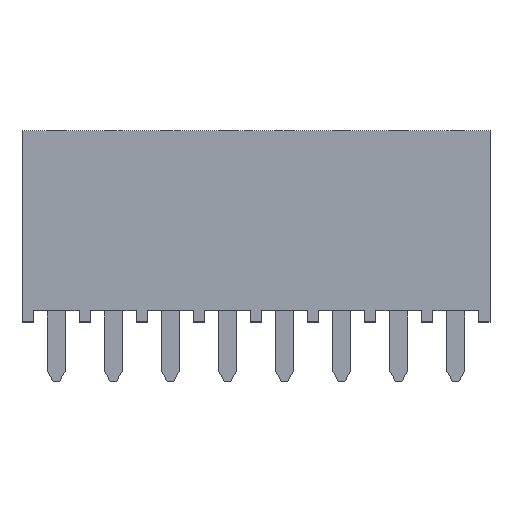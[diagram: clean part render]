
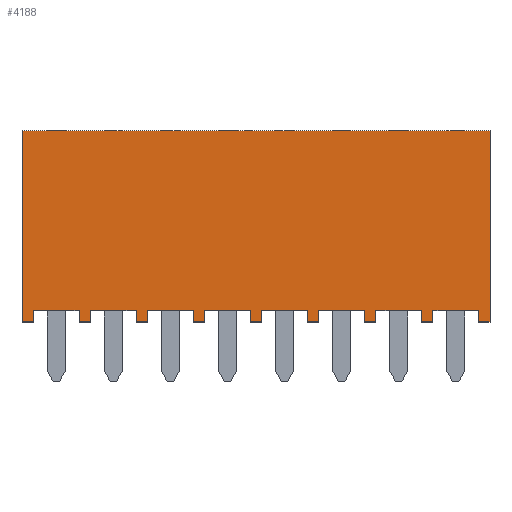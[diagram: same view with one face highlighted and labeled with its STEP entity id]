
A CAD part, top view. The second image highlights one B-rep face of the part: STEP entity #4188.
In plain terms, the highlighted planar face has unit normal (0, 0, 1).
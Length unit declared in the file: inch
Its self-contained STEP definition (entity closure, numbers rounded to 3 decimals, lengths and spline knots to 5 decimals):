
#67=ORIENTED_EDGE('',*,*,#1267,.F.);
#68=ORIENTED_EDGE('',*,*,#1268,.T.);
#69=ORIENTED_EDGE('',*,*,#1269,.F.);
#70=ORIENTED_EDGE('',*,*,#1270,.F.);
#71=ORIENTED_EDGE('',*,*,#1271,.T.);
#72=ORIENTED_EDGE('',*,*,#1272,.T.);
#73=ORIENTED_EDGE('',*,*,#1273,.F.);
#74=ORIENTED_EDGE('',*,*,#1274,.F.);
#75=ORIENTED_EDGE('',*,*,#1275,.F.);
#76=ORIENTED_EDGE('',*,*,#1276,.T.);
#77=ORIENTED_EDGE('',*,*,#1277,.F.);
#78=ORIENTED_EDGE('',*,*,#1278,.F.);
#79=ORIENTED_EDGE('',*,*,#1279,.F.);
#80=ORIENTED_EDGE('',*,*,#1280,.T.);
#81=ORIENTED_EDGE('',*,*,#1281,.F.);
#82=ORIENTED_EDGE('',*,*,#1282,.F.);
#83=ORIENTED_EDGE('',*,*,#1283,.F.);
#84=ORIENTED_EDGE('',*,*,#1284,.T.);
#85=ORIENTED_EDGE('',*,*,#1285,.F.);
#86=ORIENTED_EDGE('',*,*,#1286,.F.);
#87=ORIENTED_EDGE('',*,*,#1287,.F.);
#88=ORIENTED_EDGE('',*,*,#1288,.T.);
#89=ORIENTED_EDGE('',*,*,#1289,.F.);
#90=ORIENTED_EDGE('',*,*,#1290,.F.);
#91=ORIENTED_EDGE('',*,*,#1291,.F.);
#92=ORIENTED_EDGE('',*,*,#1292,.T.);
#93=ORIENTED_EDGE('',*,*,#1293,.F.);
#94=ORIENTED_EDGE('',*,*,#1294,.F.);
#95=ORIENTED_EDGE('',*,*,#1295,.F.);
#96=ORIENTED_EDGE('',*,*,#1296,.T.);
#97=ORIENTED_EDGE('',*,*,#1297,.F.);
#98=ORIENTED_EDGE('',*,*,#1298,.F.);
#99=ORIENTED_EDGE('',*,*,#1299,.F.);
#100=ORIENTED_EDGE('',*,*,#1300,.T.);
#101=ORIENTED_EDGE('',*,*,#1301,.F.);
#102=ORIENTED_EDGE('',*,*,#1302,.F.);
#1267=EDGE_CURVE('',#1867,#1868,#2267,.T.);
#1268=EDGE_CURVE('',#1867,#1869,#2268,.T.);
#1269=EDGE_CURVE('',#1870,#1869,#2269,.T.);
#1270=EDGE_CURVE('',#1871,#1870,#2270,.T.);
#1271=EDGE_CURVE('',#1871,#1872,#2271,.T.);
#1272=EDGE_CURVE('',#1872,#1873,#2272,.T.);
#1273=EDGE_CURVE('',#1874,#1873,#2273,.T.);
#1274=EDGE_CURVE('',#1875,#1874,#2274,.T.);
#1275=EDGE_CURVE('',#1876,#1875,#2275,.T.);
#1276=EDGE_CURVE('',#1876,#1877,#2276,.T.);
#1277=EDGE_CURVE('',#1878,#1877,#2277,.T.);
#1278=EDGE_CURVE('',#1879,#1878,#2278,.T.);
#1279=EDGE_CURVE('',#1880,#1879,#2279,.T.);
#1280=EDGE_CURVE('',#1880,#1881,#2280,.T.);
#1281=EDGE_CURVE('',#1882,#1881,#2281,.T.);
#1282=EDGE_CURVE('',#1883,#1882,#2282,.T.);
#1283=EDGE_CURVE('',#1884,#1883,#2283,.T.);
#1284=EDGE_CURVE('',#1884,#1885,#2284,.T.);
#1285=EDGE_CURVE('',#1886,#1885,#2285,.T.);
#1286=EDGE_CURVE('',#1887,#1886,#2286,.T.);
#1287=EDGE_CURVE('',#1888,#1887,#2287,.T.);
#1288=EDGE_CURVE('',#1888,#1889,#2288,.T.);
#1289=EDGE_CURVE('',#1890,#1889,#2289,.T.);
#1290=EDGE_CURVE('',#1891,#1890,#2290,.T.);
#1291=EDGE_CURVE('',#1892,#1891,#2291,.T.);
#1292=EDGE_CURVE('',#1892,#1893,#2292,.T.);
#1293=EDGE_CURVE('',#1894,#1893,#2293,.T.);
#1294=EDGE_CURVE('',#1895,#1894,#2294,.T.);
#1295=EDGE_CURVE('',#1896,#1895,#2295,.T.);
#1296=EDGE_CURVE('',#1896,#1897,#2296,.T.);
#1297=EDGE_CURVE('',#1898,#1897,#2297,.T.);
#1298=EDGE_CURVE('',#1899,#1898,#2298,.T.);
#1299=EDGE_CURVE('',#1900,#1899,#2299,.T.);
#1300=EDGE_CURVE('',#1900,#1901,#2300,.T.);
#1301=EDGE_CURVE('',#1902,#1901,#2301,.T.);
#1302=EDGE_CURVE('',#1868,#1902,#2302,.T.);
#1867=VERTEX_POINT('',#5777);
#1868=VERTEX_POINT('',#5778);
#1869=VERTEX_POINT('',#5780);
#1870=VERTEX_POINT('',#5782);
#1871=VERTEX_POINT('',#5784);
#1872=VERTEX_POINT('',#5786);
#1873=VERTEX_POINT('',#5788);
#1874=VERTEX_POINT('',#5790);
#1875=VERTEX_POINT('',#5792);
#1876=VERTEX_POINT('',#5794);
#1877=VERTEX_POINT('',#5796);
#1878=VERTEX_POINT('',#5798);
#1879=VERTEX_POINT('',#5800);
#1880=VERTEX_POINT('',#5802);
#1881=VERTEX_POINT('',#5804);
#1882=VERTEX_POINT('',#5806);
#1883=VERTEX_POINT('',#5808);
#1884=VERTEX_POINT('',#5810);
#1885=VERTEX_POINT('',#5812);
#1886=VERTEX_POINT('',#5814);
#1887=VERTEX_POINT('',#5816);
#1888=VERTEX_POINT('',#5818);
#1889=VERTEX_POINT('',#5820);
#1890=VERTEX_POINT('',#5822);
#1891=VERTEX_POINT('',#5824);
#1892=VERTEX_POINT('',#5826);
#1893=VERTEX_POINT('',#5828);
#1894=VERTEX_POINT('',#5830);
#1895=VERTEX_POINT('',#5832);
#1896=VERTEX_POINT('',#5834);
#1897=VERTEX_POINT('',#5836);
#1898=VERTEX_POINT('',#5838);
#1899=VERTEX_POINT('',#5840);
#1900=VERTEX_POINT('',#5842);
#1901=VERTEX_POINT('',#5844);
#1902=VERTEX_POINT('',#5846);
#2267=LINE('',#5776,#2867);
#2268=LINE('',#5779,#2868);
#2269=LINE('',#5781,#2869);
#2270=LINE('',#5783,#2870);
#2271=LINE('',#5785,#2871);
#2272=LINE('',#5787,#2872);
#2273=LINE('',#5789,#2873);
#2274=LINE('',#5791,#2874);
#2275=LINE('',#5793,#2875);
#2276=LINE('',#5795,#2876);
#2277=LINE('',#5797,#2877);
#2278=LINE('',#5799,#2878);
#2279=LINE('',#5801,#2879);
#2280=LINE('',#5803,#2880);
#2281=LINE('',#5805,#2881);
#2282=LINE('',#5807,#2882);
#2283=LINE('',#5809,#2883);
#2284=LINE('',#5811,#2884);
#2285=LINE('',#5813,#2885);
#2286=LINE('',#5815,#2886);
#2287=LINE('',#5817,#2887);
#2288=LINE('',#5819,#2888);
#2289=LINE('',#5821,#2889);
#2290=LINE('',#5823,#2890);
#2291=LINE('',#5825,#2891);
#2292=LINE('',#5827,#2892);
#2293=LINE('',#5829,#2893);
#2294=LINE('',#5831,#2894);
#2295=LINE('',#5833,#2895);
#2296=LINE('',#5835,#2896);
#2297=LINE('',#5837,#2897);
#2298=LINE('',#5839,#2898);
#2299=LINE('',#5841,#2899);
#2300=LINE('',#5843,#2900);
#2301=LINE('',#5845,#2901);
#2302=LINE('',#5847,#2902);
#2867=VECTOR('',#4697,39.37008);
#2868=VECTOR('',#4698,39.37008);
#2869=VECTOR('',#4699,39.37008);
#2870=VECTOR('',#4700,39.37008);
#2871=VECTOR('',#4701,39.37008);
#2872=VECTOR('',#4702,39.37008);
#2873=VECTOR('',#4703,39.37008);
#2874=VECTOR('',#4704,39.37008);
#2875=VECTOR('',#4705,39.37008);
#2876=VECTOR('',#4706,39.37008);
#2877=VECTOR('',#4707,39.37008);
#2878=VECTOR('',#4708,39.37008);
#2879=VECTOR('',#4709,39.37008);
#2880=VECTOR('',#4710,39.37008);
#2881=VECTOR('',#4711,39.37008);
#2882=VECTOR('',#4712,39.37008);
#2883=VECTOR('',#4713,39.37008);
#2884=VECTOR('',#4714,39.37008);
#2885=VECTOR('',#4715,39.37008);
#2886=VECTOR('',#4716,39.37008);
#2887=VECTOR('',#4717,39.37008);
#2888=VECTOR('',#4718,39.37008);
#2889=VECTOR('',#4719,39.37008);
#2890=VECTOR('',#4720,39.37008);
#2891=VECTOR('',#4721,39.37008);
#2892=VECTOR('',#4722,39.37008);
#2893=VECTOR('',#4723,39.37008);
#2894=VECTOR('',#4724,39.37008);
#2895=VECTOR('',#4725,39.37008);
#2896=VECTOR('',#4726,39.37008);
#2897=VECTOR('',#4727,39.37008);
#2898=VECTOR('',#4728,39.37008);
#2899=VECTOR('',#4729,39.37008);
#2900=VECTOR('',#4730,39.37008);
#2901=VECTOR('',#4731,39.37008);
#2902=VECTOR('',#4732,39.37008);
#3432=EDGE_LOOP('',(#67,#68,#69,#70,#71,#72,#73,#74,#75,#76,#77,#78,#79,
#80,#81,#82,#83,#84,#85,#86,#87,#88,#89,#90,#91,#92,#93,#94,#95,#96,#97,
#98,#99,#100,#101,#102));
#3700=FACE_BOUND('',#3432,.T.);
#3968=PLANE('',#4434);
#4188=ADVANCED_FACE('',(#3700),#3968,.F.);
#4434=AXIS2_PLACEMENT_3D('',#5775,#4695,#4696);
#4695=DIRECTION('',(0.,0.,-1.));
#4696=DIRECTION('',(-1.,0.,0.));
#4697=DIRECTION('',(0.,1.,0.));
#4698=DIRECTION('',(1.,0.,0.));
#4699=DIRECTION('',(0.,-1.,0.));
#4700=DIRECTION('',(1.,0.,0.));
#4701=DIRECTION('',(0.,-1.,0.));
#4702=DIRECTION('',(1.,0.,0.));
#4703=DIRECTION('',(0.,-1.,0.));
#4704=DIRECTION('',(-1.,0.,0.));
#4705=DIRECTION('',(0.,1.,0.));
#4706=DIRECTION('',(1.,0.,0.));
#4707=DIRECTION('',(0.,-1.,0.));
#4708=DIRECTION('',(-1.,0.,0.));
#4709=DIRECTION('',(0.,1.,0.));
#4710=DIRECTION('',(1.,0.,0.));
#4711=DIRECTION('',(0.,-1.,0.));
#4712=DIRECTION('',(-1.,0.,0.));
#4713=DIRECTION('',(0.,1.,0.));
#4714=DIRECTION('',(1.,0.,0.));
#4715=DIRECTION('',(0.,-1.,0.));
#4716=DIRECTION('',(-1.,0.,0.));
#4717=DIRECTION('',(0.,1.,0.));
#4718=DIRECTION('',(1.,0.,0.));
#4719=DIRECTION('',(0.,-1.,0.));
#4720=DIRECTION('',(-1.,0.,0.));
#4721=DIRECTION('',(0.,1.,0.));
#4722=DIRECTION('',(1.,0.,0.));
#4723=DIRECTION('',(0.,-1.,0.));
#4724=DIRECTION('',(-1.,0.,0.));
#4725=DIRECTION('',(0.,1.,0.));
#4726=DIRECTION('',(1.,0.,0.));
#4727=DIRECTION('',(0.,-1.,0.));
#4728=DIRECTION('',(-1.,0.,0.));
#4729=DIRECTION('',(0.,1.,0.));
#4730=DIRECTION('',(1.,0.,0.));
#4731=DIRECTION('',(0.,-1.,0.));
#4732=DIRECTION('',(-1.,0.,0.));
#5775=CARTESIAN_POINT('',(-0.41,0.335,0.0975));
#5776=CARTESIAN_POINT('',(0.39,0.335,0.0975));
#5777=CARTESIAN_POINT('',(0.39,0.,0.0975));
#5778=CARTESIAN_POINT('',(0.39,0.02,0.0975));
#5779=CARTESIAN_POINT('',(-0.41,0.,0.0975));
#5780=CARTESIAN_POINT('',(0.41,0.,0.0975));
#5781=CARTESIAN_POINT('',(0.41,0.335,0.0975));
#5782=CARTESIAN_POINT('',(0.41,0.335,0.0975));
#5783=CARTESIAN_POINT('',(-0.41,0.335,0.0975));
#5784=CARTESIAN_POINT('',(-0.41,0.335,0.0975));
#5785=CARTESIAN_POINT('',(-0.41,0.335,0.0975));
#5786=CARTESIAN_POINT('',(-0.41,0.,0.0975));
#5787=CARTESIAN_POINT('',(-0.41,0.,0.0975));
#5788=CARTESIAN_POINT('',(-0.39,0.,0.0975));
#5789=CARTESIAN_POINT('',(-0.39,0.335,0.0975));
#5790=CARTESIAN_POINT('',(-0.39,0.02,0.0975));
#5791=CARTESIAN_POINT('',(-0.41,0.02,0.0975));
#5792=CARTESIAN_POINT('',(-0.31,0.02,0.0975));
#5793=CARTESIAN_POINT('',(-0.31,0.335,0.0975));
#5794=CARTESIAN_POINT('',(-0.31,0.,0.0975));
#5795=CARTESIAN_POINT('',(-0.41,0.,0.0975));
#5796=CARTESIAN_POINT('',(-0.29,0.,0.0975));
#5797=CARTESIAN_POINT('',(-0.29,0.335,0.0975));
#5798=CARTESIAN_POINT('',(-0.29,0.02,0.0975));
#5799=CARTESIAN_POINT('',(-0.41,0.02,0.0975));
#5800=CARTESIAN_POINT('',(-0.21,0.02,0.0975));
#5801=CARTESIAN_POINT('',(-0.21,0.335,0.0975));
#5802=CARTESIAN_POINT('',(-0.21,0.,0.0975));
#5803=CARTESIAN_POINT('',(-0.41,0.,0.0975));
#5804=CARTESIAN_POINT('',(-0.19,0.,0.0975));
#5805=CARTESIAN_POINT('',(-0.19,0.335,0.0975));
#5806=CARTESIAN_POINT('',(-0.19,0.02,0.0975));
#5807=CARTESIAN_POINT('',(-0.41,0.02,0.0975));
#5808=CARTESIAN_POINT('',(-0.11,0.02,0.0975));
#5809=CARTESIAN_POINT('',(-0.11,0.335,0.0975));
#5810=CARTESIAN_POINT('',(-0.11,0.,0.0975));
#5811=CARTESIAN_POINT('',(-0.41,0.,0.0975));
#5812=CARTESIAN_POINT('',(-0.09,0.,0.0975));
#5813=CARTESIAN_POINT('',(-0.09,0.335,0.0975));
#5814=CARTESIAN_POINT('',(-0.09,0.02,0.0975));
#5815=CARTESIAN_POINT('',(-0.41,0.02,0.0975));
#5816=CARTESIAN_POINT('',(-0.01,0.02,0.0975));
#5817=CARTESIAN_POINT('',(-0.01,0.335,0.0975));
#5818=CARTESIAN_POINT('',(-0.01,0.,0.0975));
#5819=CARTESIAN_POINT('',(-0.41,0.,0.0975));
#5820=CARTESIAN_POINT('',(0.01,0.,0.0975));
#5821=CARTESIAN_POINT('',(0.01,0.335,0.0975));
#5822=CARTESIAN_POINT('',(0.01,0.02,0.0975));
#5823=CARTESIAN_POINT('',(-0.41,0.02,0.0975));
#5824=CARTESIAN_POINT('',(0.09,0.02,0.0975));
#5825=CARTESIAN_POINT('',(0.09,0.335,0.0975));
#5826=CARTESIAN_POINT('',(0.09,0.,0.0975));
#5827=CARTESIAN_POINT('',(-0.41,0.,0.0975));
#5828=CARTESIAN_POINT('',(0.11,0.,0.0975));
#5829=CARTESIAN_POINT('',(0.11,0.335,0.0975));
#5830=CARTESIAN_POINT('',(0.11,0.02,0.0975));
#5831=CARTESIAN_POINT('',(-0.41,0.02,0.0975));
#5832=CARTESIAN_POINT('',(0.19,0.02,0.0975));
#5833=CARTESIAN_POINT('',(0.19,0.335,0.0975));
#5834=CARTESIAN_POINT('',(0.19,0.,0.0975));
#5835=CARTESIAN_POINT('',(-0.41,0.,0.0975));
#5836=CARTESIAN_POINT('',(0.21,0.,0.0975));
#5837=CARTESIAN_POINT('',(0.21,0.335,0.0975));
#5838=CARTESIAN_POINT('',(0.21,0.02,0.0975));
#5839=CARTESIAN_POINT('',(-0.41,0.02,0.0975));
#5840=CARTESIAN_POINT('',(0.29,0.02,0.0975));
#5841=CARTESIAN_POINT('',(0.29,0.335,0.0975));
#5842=CARTESIAN_POINT('',(0.29,0.,0.0975));
#5843=CARTESIAN_POINT('',(-0.41,0.,0.0975));
#5844=CARTESIAN_POINT('',(0.31,0.,0.0975));
#5845=CARTESIAN_POINT('',(0.31,0.335,0.0975));
#5846=CARTESIAN_POINT('',(0.31,0.02,0.0975));
#5847=CARTESIAN_POINT('',(-0.41,0.02,0.0975));
